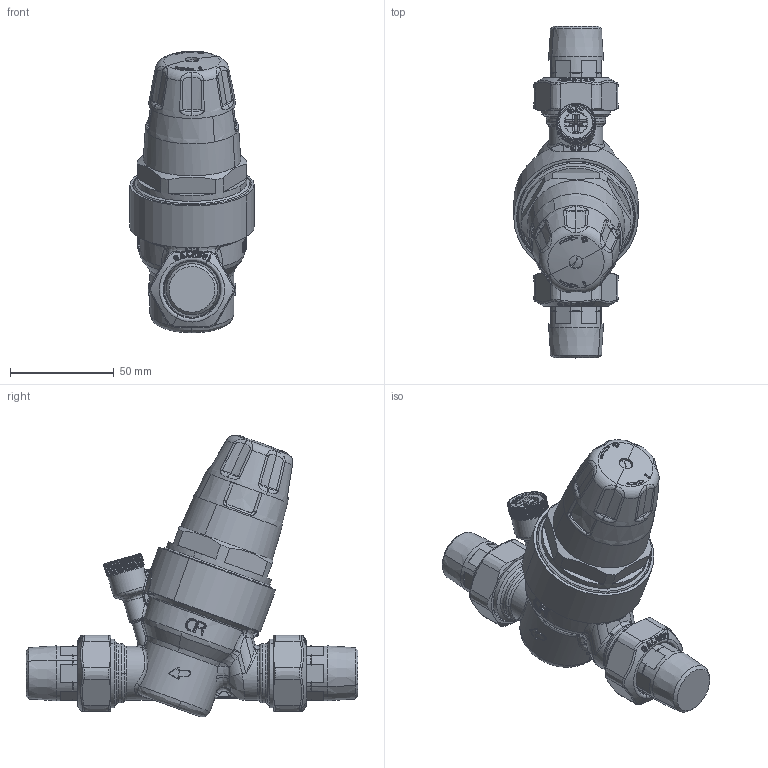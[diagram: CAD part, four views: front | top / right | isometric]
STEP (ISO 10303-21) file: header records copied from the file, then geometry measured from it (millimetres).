
FILE_DESCRIPTION(('CATIA V5 STEP Exchange'),'2;1');
FILE_NAME('STEP_535050H_-_TST.stp','2018-08-29T08:23:55+00:00',('none'),('none'),'CATIA Version 5-6 Release 2016 SP4','CATIA V5 STEP AP203','none');
FILE_SCHEMA(('CONFIG_CONTROL_DESIGN'));
Length unit declared in the file: millimetre
Products named in the file (1): 535050H - TST
Bounding box: 59.99 x 160 x 135.88 mm (x, y, z)
Volume: 319265.9 mm3; surface area: 50155.9 mm2
Topology: 1 solids, 1 shells, 2333 faces, 5856 edges, 3424 vertices
Faces by surface type: bspline 1144, plane 515, cylinder 326, cone 135, sphere 130, torus 61, extrusion 12, revolution 10
Entity records: 119810 total; most frequent: CARTESIAN_POINT 77772, ORIENTED_EDGE 11440, EDGE_CURVE 5720, DIRECTION 3901, VERTEX_POINT 3424, B_SPLINE_CURVE_WITH_KNOTS 3303, EDGE_LOOP 2372, ADVANCED_FACE 2333
